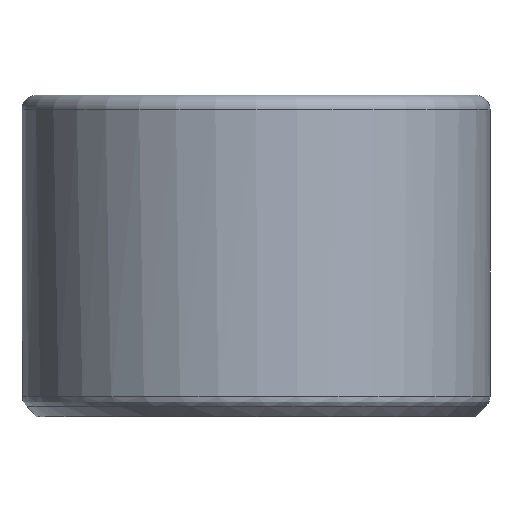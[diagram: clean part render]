
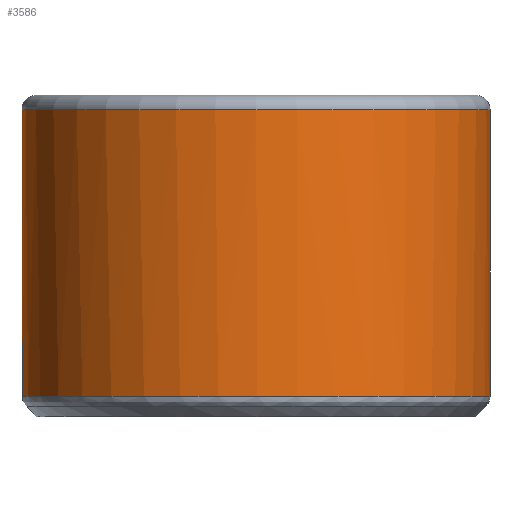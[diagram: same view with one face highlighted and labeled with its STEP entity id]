
A CAD part, front view. The second image highlights one B-rep face of the part: STEP entity #3586.
In plain terms, the highlighted cylindrical face has radius 16 mm (diameter 32 mm), a full revolution.
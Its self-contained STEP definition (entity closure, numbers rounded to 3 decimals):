
#640 = ( BOUNDED_SURFACE() B_SPLINE_SURFACE(2,14,(
    (#641,#642,#643,#644,#645,#646,#647,#648,#649,#650,#651,#652,#653
      ,#654,#655)
    ,(#656,#657,#658,#659,#660,#661,#662,#663,#664,#665,#666,#667,#668
      ,#669,#670)
    ,(#671,#672,#673,#674,#675,#676,#677,#678,#679,#680,#681,#682,#683
      ,#684,#685
)),.UNSPECIFIED.,.F.,.T.,.F.) B_SPLINE_SURFACE_WITH_KNOTS((3,3),(15,15),
  (0.,100.531),(0.,100.531),
.PIECEWISE_BEZIER_KNOTS.) GEOMETRIC_REPRESENTATION_ITEM() 
RATIONAL_B_SPLINE_SURFACE((
    (1.,1.,1.,1.,1.,1.
      ,1.,1.,1.,1.
      ,1.,1.,1.,1.,1.)
    ,(0.924,0.924,0.924,0.924
      ,0.924,0.924,0.924,0.924
      ,0.924,0.924,0.924,0.924
      ,0.924,0.924,0.924)
    ,(1.,1.,1.,1.,1.,1.
      ,1.,1.,1.,1.
      ,1.,1.,1.,1.,1.
))) REPRESENTATION_ITEM('') SURFACE() );
#641 = CARTESIAN_POINT('',(16.,0.,1.414));
#642 = CARTESIAN_POINT('',(16.,7.077,1.414
    ));
#643 = CARTESIAN_POINT('',(12.63,14.304,
    1.414));
#644 = CARTESIAN_POINT('',(5.651,19.799,1.414
    ));
#645 = CARTESIAN_POINT('',(-3.867,21.605,
    1.414));
#646 = CARTESIAN_POINT('',(-13.726,18.03,
    1.414));
#647 = CARTESIAN_POINT('',(-20.341,10.951,
    1.414));
#648 = CARTESIAN_POINT('',(-24.525,0.,
    1.414));
#649 = CARTESIAN_POINT('',(-20.341,-10.951,1.414)
  );
#650 = CARTESIAN_POINT('',(-13.726,-18.03,
    1.414));
#651 = CARTESIAN_POINT('',(-3.867,-21.605,
    1.414));
#652 = CARTESIAN_POINT('',(5.651,-19.799,1.414
    ));
#653 = CARTESIAN_POINT('',(12.63,-14.304,1.414
    ));
#654 = CARTESIAN_POINT('',(16.,-7.077,
    1.414));
#655 = CARTESIAN_POINT('',(16.,0.,1.414));
#656 = CARTESIAN_POINT('',(16.,0.,1.));
#657 = CARTESIAN_POINT('',(16.,7.077,1.));
#658 = CARTESIAN_POINT('',(12.63,14.304,1.));
#659 = CARTESIAN_POINT('',(5.651,19.799,1.));
#660 = CARTESIAN_POINT('',(-3.867,21.605,1.
    ));
#661 = CARTESIAN_POINT('',(-13.726,18.03,
    1.));
#662 = CARTESIAN_POINT('',(-20.341,10.951,1.
    ));
#663 = CARTESIAN_POINT('',(-24.525,0.,
    1.));
#664 = CARTESIAN_POINT('',(-20.341,-10.951,
    1.));
#665 = CARTESIAN_POINT('',(-13.726,-18.03,
    1.));
#666 = CARTESIAN_POINT('',(-3.867,-21.605,1.));
#667 = CARTESIAN_POINT('',(5.651,-19.799,1.));
#668 = CARTESIAN_POINT('',(12.63,-14.304,1.));
#669 = CARTESIAN_POINT('',(16.,-7.077,1.));
#670 = CARTESIAN_POINT('',(16.,0.,1.));
#671 = CARTESIAN_POINT('',(15.707,0.,0.707));
#672 = CARTESIAN_POINT('',(15.707,6.947,0.707
    ));
#673 = CARTESIAN_POINT('',(12.398,14.043,
    0.707));
#674 = CARTESIAN_POINT('',(5.548,19.436,0.707
    ));
#675 = CARTESIAN_POINT('',(-3.796,21.21,
    0.707));
#676 = CARTESIAN_POINT('',(-13.475,17.7,
    0.707));
#677 = CARTESIAN_POINT('',(-19.968,10.75,
    0.707));
#678 = CARTESIAN_POINT('',(-24.076,0.,
    0.707));
#679 = CARTESIAN_POINT('',(-19.968,-10.75,
    0.707));
#680 = CARTESIAN_POINT('',(-13.475,-17.7,0.707
    ));
#681 = CARTESIAN_POINT('',(-3.796,-21.21,
    0.707));
#682 = CARTESIAN_POINT('',(5.548,-19.436,0.707
    ));
#683 = CARTESIAN_POINT('',(12.398,-14.043,0.707
    ));
#684 = CARTESIAN_POINT('',(15.707,-6.947,0.707
    ));
#685 = CARTESIAN_POINT('',(15.707,0.,
    0.707));
#2129 = VERTEX_POINT('',#2130);
#2130 = CARTESIAN_POINT('',(16.,0.,1.414));
#2151 = EDGE_CURVE('',#2129,#2129,#2152,.T.);
#2152 = SURFACE_CURVE('',#2153,(#2169,#2176),.PCURVE_S1.);
#2153 = ( BOUNDED_CURVE() B_SPLINE_CURVE(14,(#2154,#2155,#2156,#2157,
    #2158,#2159,#2160,#2161,#2162,#2163,#2164,#2165,#2166,#2167,#2168),
.UNSPECIFIED.,.T.,.F.) B_SPLINE_CURVE_WITH_KNOTS((15,15),(
0.,100.531),.PIECEWISE_BEZIER_KNOTS.) CURVE() 
GEOMETRIC_REPRESENTATION_ITEM() RATIONAL_B_SPLINE_CURVE((1.,1.,1.,
    1.,1.,1.,1.,
    1.,1.,1.,1.,
1.,1.,1.,1.)) REPRESENTATION_ITEM('') );
#2154 = CARTESIAN_POINT('',(16.,0.,1.414));
#2155 = CARTESIAN_POINT('',(16.,7.077,
    1.414));
#2156 = CARTESIAN_POINT('',(12.63,14.304,
    1.414));
#2157 = CARTESIAN_POINT('',(5.651,19.799,
    1.414));
#2158 = CARTESIAN_POINT('',(-3.867,21.605,
    1.414));
#2159 = CARTESIAN_POINT('',(-13.726,18.03,
    1.414));
#2160 = CARTESIAN_POINT('',(-20.341,10.951,
    1.414));
#2161 = CARTESIAN_POINT('',(-24.525,0.,
    1.414));
#2162 = CARTESIAN_POINT('',(-20.341,-10.951,1.414)
  );
#2163 = CARTESIAN_POINT('',(-13.726,-18.03,
    1.414));
#2164 = CARTESIAN_POINT('',(-3.867,-21.605,
    1.414));
#2165 = CARTESIAN_POINT('',(5.651,-19.799,
    1.414));
#2166 = CARTESIAN_POINT('',(12.63,-14.304,
    1.414));
#2167 = CARTESIAN_POINT('',(16.,-7.077,
    1.414));
#2168 = CARTESIAN_POINT('',(16.,0.,1.414));
#2169 = PCURVE('',#640,#2170);
#2170 = DEFINITIONAL_REPRESENTATION('',(#2171),#2175);
#2171 = LINE('',#2172,#2173);
#2172 = CARTESIAN_POINT('',(0.,0.));
#2173 = VECTOR('',#2174,1.);
#2174 = DIRECTION('',(0.,1.));
#2175 = ( GEOMETRIC_REPRESENTATION_CONTEXT(2) 
PARAMETRIC_REPRESENTATION_CONTEXT() REPRESENTATION_CONTEXT('2D SPACE',''
  ) );
#2176 = PCURVE('',#2177,#2182);
#2177 = CYLINDRICAL_SURFACE('',#2178,16.);
#2178 = AXIS2_PLACEMENT_3D('',#2179,#2180,#2181);
#2179 = CARTESIAN_POINT('',(0.,0.,0.));
#2180 = DIRECTION('',(-0.,-0.,-1.));
#2181 = DIRECTION('',(1.,0.,0.));
#2182 = DEFINITIONAL_REPRESENTATION('',(#2183),#2204);
#2183 = B_SPLINE_CURVE_WITH_KNOTS('',10,(#2184,#2185,#2186,#2187,#2188,
    #2189,#2190,#2191,#2192,#2193,#2194,#2195,#2196,#2197,#2198,#2199,
    #2200,#2201,#2202,#2203),.UNSPECIFIED.,.F.,.F.,(11,9,11),(
    0.,50.265,100.531),.UNSPECIFIED.);
#2184 = CARTESIAN_POINT('',(0.,-1.414));
#2185 = CARTESIAN_POINT('',(-0.31,-1.414));
#2186 = CARTESIAN_POINT('',(-0.624,-1.414));
#2187 = CARTESIAN_POINT('',(-0.94,-1.414));
#2188 = CARTESIAN_POINT('',(-1.256,-1.414));
#2189 = CARTESIAN_POINT('',(-1.57,-1.414));
#2190 = CARTESIAN_POINT('',(-1.885,-1.414));
#2191 = CARTESIAN_POINT('',(-2.199,-1.414));
#2192 = CARTESIAN_POINT('',(-2.513,-1.414));
#2193 = CARTESIAN_POINT('',(-2.827,-1.414));
#2194 = CARTESIAN_POINT('',(-3.456,-1.414));
#2195 = CARTESIAN_POINT('',(-3.77,-1.414));
#2196 = CARTESIAN_POINT('',(-4.084,-1.414));
#2197 = CARTESIAN_POINT('',(-4.398,-1.414));
#2198 = CARTESIAN_POINT('',(-4.713,-1.414));
#2199 = CARTESIAN_POINT('',(-5.027,-1.414));
#2200 = CARTESIAN_POINT('',(-5.343,-1.414));
#2201 = CARTESIAN_POINT('',(-5.659,-1.414));
#2202 = CARTESIAN_POINT('',(-5.974,-1.414));
#2203 = CARTESIAN_POINT('',(-6.283,-1.414));
#2204 = ( GEOMETRIC_REPRESENTATION_CONTEXT(2) 
PARAMETRIC_REPRESENTATION_CONTEXT() REPRESENTATION_CONTEXT('2D SPACE',''
  ) );
#3586 = ADVANCED_FACE('',(#3587),#2177,.T.);
#3587 = FACE_BOUND('',#3588,.F.);
#3588 = EDGE_LOOP('',(#3589,#3612,#3639,#3640));
#3589 = ORIENTED_EDGE('',*,*,#3590,.T.);
#3590 = EDGE_CURVE('',#2129,#3591,#3593,.T.);
#3591 = VERTEX_POINT('',#3592);
#3592 = CARTESIAN_POINT('',(16.,0.,21.));
#3593 = SEAM_CURVE('',#3594,(#3598,#3605),.PCURVE_S1.);
#3594 = LINE('',#3595,#3596);
#3595 = CARTESIAN_POINT('',(16.,0.,0.));
#3596 = VECTOR('',#3597,1.);
#3597 = DIRECTION('',(0.,0.,1.));
#3598 = PCURVE('',#2177,#3599);
#3599 = DEFINITIONAL_REPRESENTATION('',(#3600),#3604);
#3600 = LINE('',#3601,#3602);
#3601 = CARTESIAN_POINT('',(-0.,0.));
#3602 = VECTOR('',#3603,1.);
#3603 = DIRECTION('',(-0.,-1.));
#3604 = ( GEOMETRIC_REPRESENTATION_CONTEXT(2) 
PARAMETRIC_REPRESENTATION_CONTEXT() REPRESENTATION_CONTEXT('2D SPACE',''
  ) );
#3605 = PCURVE('',#2177,#3606);
#3606 = DEFINITIONAL_REPRESENTATION('',(#3607),#3611);
#3607 = LINE('',#3608,#3609);
#3608 = CARTESIAN_POINT('',(-6.283,0.));
#3609 = VECTOR('',#3610,1.);
#3610 = DIRECTION('',(-0.,-1.));
#3611 = ( GEOMETRIC_REPRESENTATION_CONTEXT(2) 
PARAMETRIC_REPRESENTATION_CONTEXT() REPRESENTATION_CONTEXT('2D SPACE',''
  ) );
#3612 = ORIENTED_EDGE('',*,*,#3613,.T.);
#3613 = EDGE_CURVE('',#3591,#3591,#3614,.T.);
#3614 = SURFACE_CURVE('',#3615,(#3620,#3627),.PCURVE_S1.);
#3615 = CIRCLE('',#3616,16.);
#3616 = AXIS2_PLACEMENT_3D('',#3617,#3618,#3619);
#3617 = CARTESIAN_POINT('',(0.,0.,21.));
#3618 = DIRECTION('',(0.,0.,1.));
#3619 = DIRECTION('',(1.,0.,-0.));
#3620 = PCURVE('',#2177,#3621);
#3621 = DEFINITIONAL_REPRESENTATION('',(#3622),#3626);
#3622 = LINE('',#3623,#3624);
#3623 = CARTESIAN_POINT('',(-0.,-21.));
#3624 = VECTOR('',#3625,1.);
#3625 = DIRECTION('',(-1.,0.));
#3626 = ( GEOMETRIC_REPRESENTATION_CONTEXT(2) 
PARAMETRIC_REPRESENTATION_CONTEXT() REPRESENTATION_CONTEXT('2D SPACE',''
  ) );
#3627 = PCURVE('',#3628,#3633);
#3628 = TOROIDAL_SURFACE('',#3629,15.,1.);
#3629 = AXIS2_PLACEMENT_3D('',#3630,#3631,#3632);
#3630 = CARTESIAN_POINT('',(0.,0.,21.));
#3631 = DIRECTION('',(0.,0.,1.));
#3632 = DIRECTION('',(1.,0.,-0.));
#3633 = DEFINITIONAL_REPRESENTATION('',(#3634),#3638);
#3634 = LINE('',#3635,#3636);
#3635 = CARTESIAN_POINT('',(0.,0.));
#3636 = VECTOR('',#3637,1.);
#3637 = DIRECTION('',(1.,0.));
#3638 = ( GEOMETRIC_REPRESENTATION_CONTEXT(2) 
PARAMETRIC_REPRESENTATION_CONTEXT() REPRESENTATION_CONTEXT('2D SPACE',''
  ) );
#3639 = ORIENTED_EDGE('',*,*,#3590,.F.);
#3640 = ORIENTED_EDGE('',*,*,#2151,.F.);
